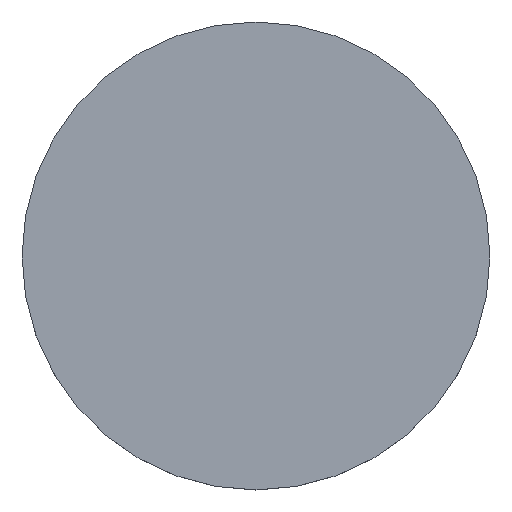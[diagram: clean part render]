
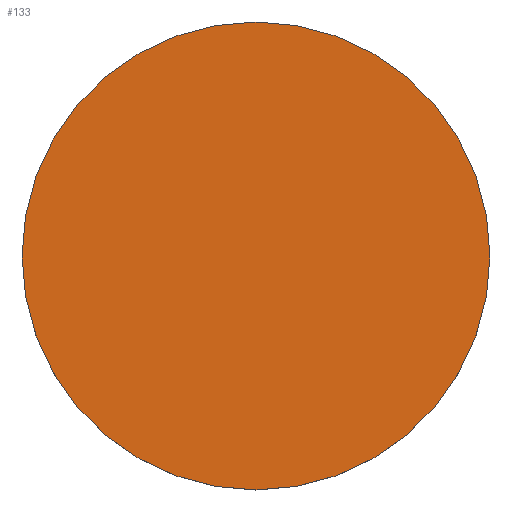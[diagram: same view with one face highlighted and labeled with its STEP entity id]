
A CAD part, top view. The second image highlights one B-rep face of the part: STEP entity #133.
In plain terms, the highlighted planar face has unit normal (0, 0, 1).
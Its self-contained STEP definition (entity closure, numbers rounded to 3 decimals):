
#1 = EDGE_CURVE ( 'NONE', #79, #20, #44, .T. ) ;
#8 = CARTESIAN_POINT ( 'NONE',  ( -3.175, 0., 0.5 ) ) ;
#12 = AXIS2_PLACEMENT_3D ( 'NONE', #48, #94, #134 ) ;
#20 = VERTEX_POINT ( 'NONE', #8 ) ;
#22 = EDGE_LOOP ( 'NONE', ( #29, #123 ) ) ;
#29 = ORIENTED_EDGE ( 'NONE', *, *, #35, .T. ) ;
#35 = EDGE_CURVE ( 'NONE', #20, #79, #147, .T. ) ;
#36 = FACE_OUTER_BOUND ( 'NONE', #22, .T. ) ;
#44 = CIRCLE ( 'NONE', #12, 3.175 ) ;
#45 = AXIS2_PLACEMENT_3D ( 'NONE', #60, #93, #121 ) ;
#48 = CARTESIAN_POINT ( 'NONE',  ( 0., 0., 0.5 ) ) ;
#52 = CARTESIAN_POINT ( 'NONE',  ( 0., 0., 0.5 ) ) ;
#60 = CARTESIAN_POINT ( 'NONE',  ( 0., 0., 0.5 ) ) ;
#72 = CARTESIAN_POINT ( 'NONE',  ( 3.175, 0., 0.5 ) ) ;
#79 = VERTEX_POINT ( 'NONE', #72 ) ;
#93 = DIRECTION ( 'NONE',  ( 0., 0., 1. ) ) ;
#94 = DIRECTION ( 'NONE',  ( 0., 0., 1. ) ) ;
#121 = DIRECTION ( 'NONE',  ( 1., 0., 0. ) ) ;
#123 = ORIENTED_EDGE ( 'NONE', *, *, #1, .T. ) ;
#133 = ADVANCED_FACE ( 'NONE', ( #36 ), #173, .T. ) ;
#134 = DIRECTION ( 'NONE',  ( 1., 0., 0. ) ) ;
#137 = DIRECTION ( 'NONE',  ( 0., 0., 1. ) ) ;
#138 = DIRECTION ( 'NONE',  ( 1., 0., 0. ) ) ;
#145 = AXIS2_PLACEMENT_3D ( 'NONE', #52, #137, #138 ) ;
#147 = CIRCLE ( 'NONE', #45, 3.175 ) ;
#173 = PLANE ( 'NONE',  #145 ) ;
